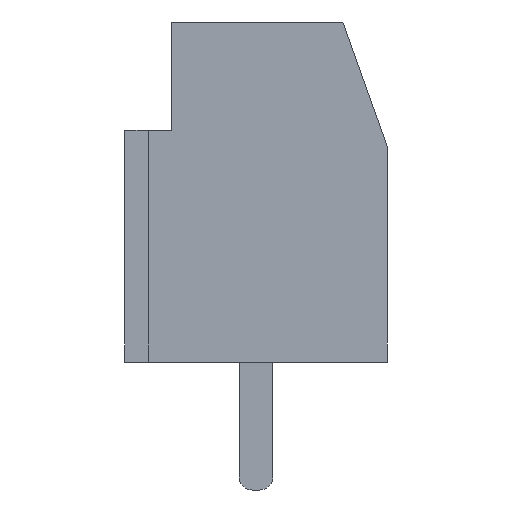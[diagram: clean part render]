
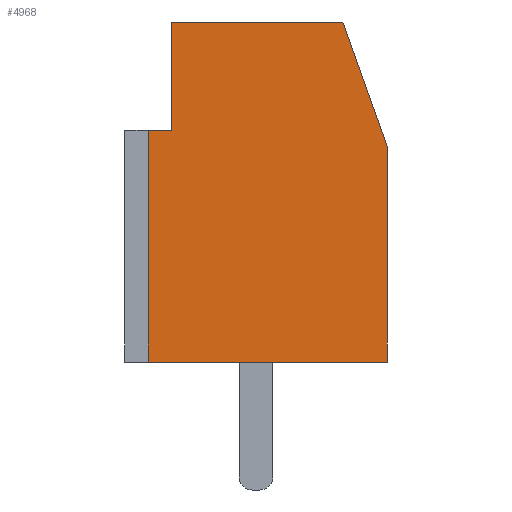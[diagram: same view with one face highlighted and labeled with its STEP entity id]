
A CAD part, left-side view. The second image highlights one B-rep face of the part: STEP entity #4968.
In plain terms, the highlighted planar face has unit normal (-1, 0, 0).
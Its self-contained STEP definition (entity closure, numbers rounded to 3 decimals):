
#426=LINE('',#7134,#804);
#430=LINE('',#7143,#808);
#433=LINE('',#7149,#811);
#435=LINE('',#7152,#813);
#468=LINE('',#7237,#846);
#469=LINE('',#7239,#847);
#470=LINE('',#7241,#848);
#804=VECTOR('',#6028,1000.);
#808=VECTOR('',#6034,1000.);
#811=VECTOR('',#6039,1000.);
#813=VECTOR('',#6043,1000.);
#846=VECTOR('',#6106,1000.);
#847=VECTOR('',#6109,1000.);
#848=VECTOR('',#6110,1000.);
#1704=ORIENTED_EDGE('',*,*,#2326,.F.);
#1705=ORIENTED_EDGE('',*,*,#2323,.T.);
#1706=ORIENTED_EDGE('',*,*,#2369,.T.);
#1707=ORIENTED_EDGE('',*,*,#2370,.F.);
#1708=ORIENTED_EDGE('',*,*,#2371,.F.);
#1709=ORIENTED_EDGE('',*,*,#2328,.F.);
#1710=ORIENTED_EDGE('',*,*,#2319,.F.);
#2319=EDGE_CURVE('',#2719,#2720,#426,.T.);
#2323=EDGE_CURVE('',#2723,#2724,#430,.T.);
#2326=EDGE_CURVE('',#2723,#2719,#433,.T.);
#2328=EDGE_CURVE('',#2720,#2725,#435,.T.);
#2369=EDGE_CURVE('',#2724,#2761,#468,.T.);
#2370=EDGE_CURVE('',#2762,#2761,#469,.T.);
#2371=EDGE_CURVE('',#2725,#2762,#470,.T.);
#2719=VERTEX_POINT('',#7135);
#2720=VERTEX_POINT('',#7136);
#2723=VERTEX_POINT('',#7144);
#2724=VERTEX_POINT('',#7145);
#2725=VERTEX_POINT('',#7153);
#2761=VERTEX_POINT('',#7236);
#2762=VERTEX_POINT('',#7240);
#3016=EDGE_LOOP('',(#1704,#1705,#1706,#1707,#1708,#1709,#1710));
#3240=FACE_BOUND('',#3016,.T.);
#3402=PLANE('',#5271);
#4968=ADVANCED_FACE('',(#3240),#3402,.F.);
#5271=AXIS2_PLACEMENT_3D('',#7238,#6107,#6108);
#6028=DIRECTION('',(0.,0.,1.));
#6034=DIRECTION('',(0.,0.,-1.));
#6039=DIRECTION('',(0.,-1.,0.));
#6043=DIRECTION('',(0.,-1.,0.));
#6106=DIRECTION('',(0.,-1.,0.));
#6107=DIRECTION('',(1.,0.,0.));
#6108=DIRECTION('',(0.,0.,-1.));
#6109=DIRECTION('',(0.,0.,-1.));
#6110=DIRECTION('',(0.,-0.336,-0.942));
#7134=CARTESIAN_POINT('',(-7.5,2.498,10.1));
#7135=CARTESIAN_POINT('',(-7.5,2.498,6.883));
#7136=CARTESIAN_POINT('',(-7.5,2.498,10.1));
#7143=CARTESIAN_POINT('',(-7.5,3.199,10.1));
#7144=CARTESIAN_POINT('',(-7.5,3.199,6.883));
#7145=CARTESIAN_POINT('',(-7.5,3.199,0.));
#7149=CARTESIAN_POINT('',(-7.5,3.9,6.883));
#7152=CARTESIAN_POINT('',(-7.5,3.9,10.1));
#7153=CARTESIAN_POINT('',(-7.5,-2.582,10.1));
#7236=CARTESIAN_POINT('',(-7.5,-3.9,0.));
#7237=CARTESIAN_POINT('',(-7.5,3.9,0.));
#7238=CARTESIAN_POINT('',(-7.5,3.9,10.1));
#7239=CARTESIAN_POINT('',(-7.5,-3.9,10.1));
#7240=CARTESIAN_POINT('',(-7.5,-3.9,6.406));
#7241=CARTESIAN_POINT('',(-7.5,-1.85,12.151));
